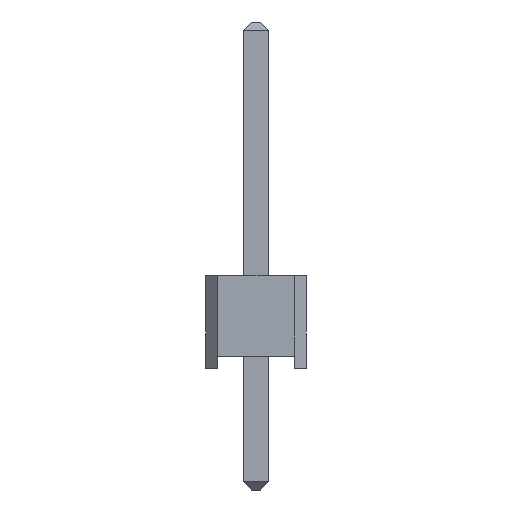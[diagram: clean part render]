
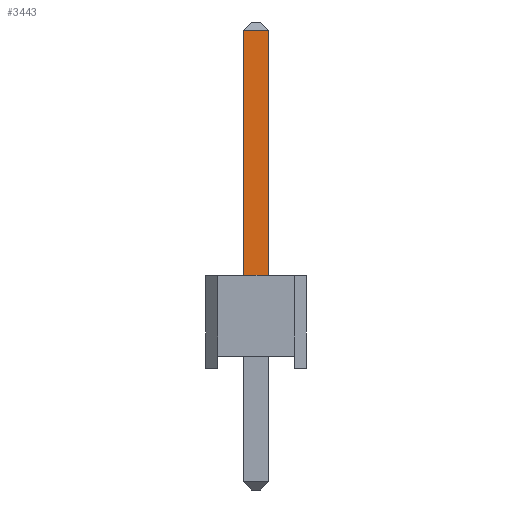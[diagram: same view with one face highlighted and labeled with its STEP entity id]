
A CAD part, left-side view. The second image highlights one B-rep face of the part: STEP entity #3443.
In plain terms, the highlighted planar face has unit normal (-1, 0, 0).
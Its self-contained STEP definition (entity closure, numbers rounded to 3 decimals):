
#596 = PLANE('',#597);
#597 = AXIS2_PLACEMENT_3D('',#598,#599,#600);
#598 = CARTESIAN_POINT('',(-12.7,1.245,2.29));
#599 = DIRECTION('',(0.,0.,1.));
#600 = DIRECTION('',(1.,0.,0.));
#1792 = VERTEX_POINT('',#1793);
#1793 = CARTESIAN_POINT('',(-11.75,-0.32,2.29));
#1807 = PLANE('',#1808);
#1808 = AXIS2_PLACEMENT_3D('',#1809,#1810,#1811);
#1809 = CARTESIAN_POINT('',(-11.11,-0.32,-3.));
#1810 = DIRECTION('',(0.,-1.,0.));
#1811 = DIRECTION('',(0.,0.,-1.));
#1819 = EDGE_CURVE('',#1820,#1792,#1822,.T.);
#1820 = VERTEX_POINT('',#1821);
#1821 = CARTESIAN_POINT('',(-11.75,0.32,2.29));
#1822 = SURFACE_CURVE('',#1823,(#1827,#1834),.PCURVE_S1.);
#1823 = LINE('',#1824,#1825);
#1824 = CARTESIAN_POINT('',(-11.75,-0.32,2.29));
#1825 = VECTOR('',#1826,1.);
#1826 = DIRECTION('',(0.,-1.,0.));
#1827 = PCURVE('',#596,#1828);
#1828 = DEFINITIONAL_REPRESENTATION('',(#1829),#1833);
#1829 = LINE('',#1830,#1831);
#1830 = CARTESIAN_POINT('',(0.95,-1.565));
#1831 = VECTOR('',#1832,1.);
#1832 = DIRECTION('',(0.,-1.));
#1833 = ( GEOMETRIC_REPRESENTATION_CONTEXT(2) 
PARAMETRIC_REPRESENTATION_CONTEXT() REPRESENTATION_CONTEXT('2D SPACE',''
  ) );
#1834 = PCURVE('',#1835,#1840);
#1835 = PLANE('',#1836);
#1836 = AXIS2_PLACEMENT_3D('',#1837,#1838,#1839);
#1837 = CARTESIAN_POINT('',(-11.75,-0.32,-3.));
#1838 = DIRECTION('',(-1.,0.,0.));
#1839 = DIRECTION('',(0.,0.,1.));
#1840 = DEFINITIONAL_REPRESENTATION('',(#1841),#1845);
#1841 = LINE('',#1842,#1843);
#1842 = CARTESIAN_POINT('',(5.29,0.));
#1843 = VECTOR('',#1844,1.);
#1844 = DIRECTION('',(0.,-1.));
#1845 = ( GEOMETRIC_REPRESENTATION_CONTEXT(2) 
PARAMETRIC_REPRESENTATION_CONTEXT() REPRESENTATION_CONTEXT('2D SPACE',''
  ) );
#1861 = PLANE('',#1862);
#1862 = AXIS2_PLACEMENT_3D('',#1863,#1864,#1865);
#1863 = CARTESIAN_POINT('',(-11.75,0.32,-3.));
#1864 = DIRECTION('',(0.,1.,0.));
#1865 = DIRECTION('',(0.,0.,1.));
#3339 = EDGE_CURVE('',#1792,#3340,#3342,.T.);
#3340 = VERTEX_POINT('',#3341);
#3341 = CARTESIAN_POINT('',(-11.75,-0.32,8.34));
#3342 = SURFACE_CURVE('',#3343,(#3347,#3354),.PCURVE_S1.);
#3343 = LINE('',#3344,#3345);
#3344 = CARTESIAN_POINT('',(-11.75,-0.32,-3.));
#3345 = VECTOR('',#3346,1.);
#3346 = DIRECTION('',(0.,0.,1.));
#3347 = PCURVE('',#1807,#3348);
#3348 = DEFINITIONAL_REPRESENTATION('',(#3349),#3353);
#3349 = LINE('',#3350,#3351);
#3350 = CARTESIAN_POINT('',(0.,-0.64));
#3351 = VECTOR('',#3352,1.);
#3352 = DIRECTION('',(-1.,0.));
#3353 = ( GEOMETRIC_REPRESENTATION_CONTEXT(2) 
PARAMETRIC_REPRESENTATION_CONTEXT() REPRESENTATION_CONTEXT('2D SPACE',''
  ) );
#3354 = PCURVE('',#1835,#3355);
#3355 = DEFINITIONAL_REPRESENTATION('',(#3356),#3360);
#3356 = LINE('',#3357,#3358);
#3357 = CARTESIAN_POINT('',(0.,0.));
#3358 = VECTOR('',#3359,1.);
#3359 = DIRECTION('',(1.,0.));
#3360 = ( GEOMETRIC_REPRESENTATION_CONTEXT(2) 
PARAMETRIC_REPRESENTATION_CONTEXT() REPRESENTATION_CONTEXT('2D SPACE',''
  ) );
#3394 = VERTEX_POINT('',#3395);
#3395 = CARTESIAN_POINT('',(-11.75,0.32,8.34));
#3423 = EDGE_CURVE('',#1820,#3394,#3424,.T.);
#3424 = SURFACE_CURVE('',#3425,(#3429,#3436),.PCURVE_S1.);
#3425 = LINE('',#3426,#3427);
#3426 = CARTESIAN_POINT('',(-11.75,0.32,-3.));
#3427 = VECTOR('',#3428,1.);
#3428 = DIRECTION('',(0.,0.,1.));
#3429 = PCURVE('',#1861,#3430);
#3430 = DEFINITIONAL_REPRESENTATION('',(#3431),#3435);
#3431 = LINE('',#3432,#3433);
#3432 = CARTESIAN_POINT('',(0.,0.));
#3433 = VECTOR('',#3434,1.);
#3434 = DIRECTION('',(1.,0.));
#3435 = ( GEOMETRIC_REPRESENTATION_CONTEXT(2) 
PARAMETRIC_REPRESENTATION_CONTEXT() REPRESENTATION_CONTEXT('2D SPACE',''
  ) );
#3436 = PCURVE('',#1835,#3437);
#3437 = DEFINITIONAL_REPRESENTATION('',(#3438),#3442);
#3438 = LINE('',#3439,#3440);
#3439 = CARTESIAN_POINT('',(0.,0.64));
#3440 = VECTOR('',#3441,1.);
#3441 = DIRECTION('',(1.,0.));
#3442 = ( GEOMETRIC_REPRESENTATION_CONTEXT(2) 
PARAMETRIC_REPRESENTATION_CONTEXT() REPRESENTATION_CONTEXT('2D SPACE',''
  ) );
#3443 = ADVANCED_FACE('',(#3444),#1835,.T.);
#3444 = FACE_BOUND('',#3445,.T.);
#3445 = EDGE_LOOP('',(#3446,#3447,#3448,#3449));
#3446 = ORIENTED_EDGE('',*,*,#3423,.F.);
#3447 = ORIENTED_EDGE('',*,*,#1819,.T.);
#3448 = ORIENTED_EDGE('',*,*,#3339,.T.);
#3449 = ORIENTED_EDGE('',*,*,#3450,.T.);
#3450 = EDGE_CURVE('',#3340,#3394,#3451,.T.);
#3451 = SURFACE_CURVE('',#3452,(#3456,#3463),.PCURVE_S1.);
#3452 = LINE('',#3453,#3454);
#3453 = CARTESIAN_POINT('',(-11.75,-0.32,8.34));
#3454 = VECTOR('',#3455,1.);
#3455 = DIRECTION('',(0.,1.,0.));
#3456 = PCURVE('',#1835,#3457);
#3457 = DEFINITIONAL_REPRESENTATION('',(#3458),#3462);
#3458 = LINE('',#3459,#3460);
#3459 = CARTESIAN_POINT('',(11.34,0.));
#3460 = VECTOR('',#3461,1.);
#3461 = DIRECTION('',(0.,1.));
#3462 = ( GEOMETRIC_REPRESENTATION_CONTEXT(2) 
PARAMETRIC_REPRESENTATION_CONTEXT() REPRESENTATION_CONTEXT('2D SPACE',''
  ) );
#3463 = PCURVE('',#3464,#3469);
#3464 = PLANE('',#3465);
#3465 = AXIS2_PLACEMENT_3D('',#3466,#3467,#3468);
#3466 = CARTESIAN_POINT('',(-11.65,-0.32,8.44));
#3467 = DIRECTION('',(-0.707,0.,0.707));
#3468 = DIRECTION('',(0.707,0.,0.707));
#3469 = DEFINITIONAL_REPRESENTATION('',(#3470),#3474);
#3470 = LINE('',#3471,#3472);
#3471 = CARTESIAN_POINT('',(-0.141,0.));
#3472 = VECTOR('',#3473,1.);
#3473 = DIRECTION('',(0.,1.));
#3474 = ( GEOMETRIC_REPRESENTATION_CONTEXT(2) 
PARAMETRIC_REPRESENTATION_CONTEXT() REPRESENTATION_CONTEXT('2D SPACE',''
  ) );
